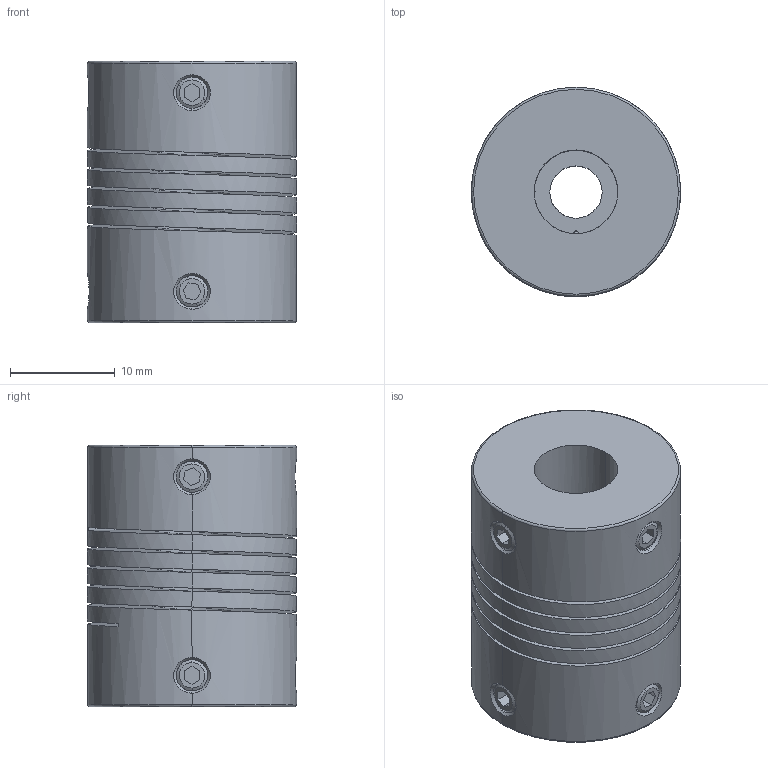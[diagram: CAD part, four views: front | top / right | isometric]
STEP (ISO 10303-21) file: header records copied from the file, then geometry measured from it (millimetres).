
FILE_DESCRIPTION (( 'STEP AP214' ), '1' );
FILE_NAME ('ACOPLAMENTO FLEXIVEL.STEP', '2012-09-11T23:35:18', ( 'Cliente' ), ( 'Home' ), 'SwSTEP 2.0', 'SolidWorks 2012', '' );
FILE_SCHEMA (( 'AUTOMOTIVE_DESIGN' ));
Length unit declared in the file: millimetre
Products named in the file (3): socket set screw cone point_am_B18.3.6M - M3 x 0.5 x 6 Hex Socket Cone Pt. SS --N; Acople FlexibleSLDPRT_Predeterminado; ACOPLAMENTO FLEXIVEL
Assembly tree (5 placements, depth 2):
  ACOPLAMENTO FLEXIVEL
    Acople FlexibleSLDPRT_Predeterminado
    socket set screw cone point_am_B18.3.6M - M3 x 0.5 x 6 Hex Socket Cone Pt. SS --N  x4
Bounding box: 20 x 20 x 25 mm (x, y, z)
Volume: 6337.1 mm3; surface area: 5746.6 mm2
Topology: 5 solids, 5 shells, 113 faces, 280 edges, 176 vertices
Faces by surface type: plane 41, cylinder 40, cone 18, bspline 10, torus 4
Entity records: 8242 total; most frequent: CARTESIAN_POINT 6606, ORIENTED_EDGE 368, DIRECTION 262, EDGE_CURVE 184, VERTEX_POINT 116, AXIS2_PLACEMENT_3D 96, EDGE_LOOP 76, VECTOR 70
